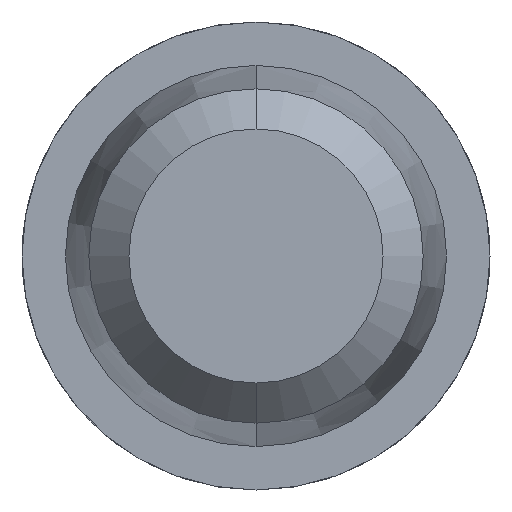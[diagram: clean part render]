
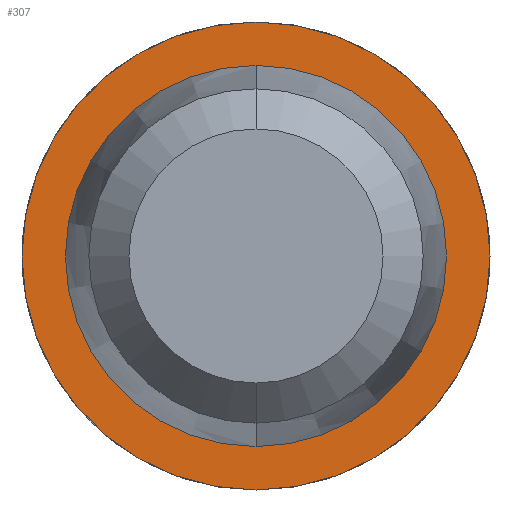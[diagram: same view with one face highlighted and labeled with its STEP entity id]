
A CAD part, front view. The second image highlights one B-rep face of the part: STEP entity #307.
In plain terms, the highlighted planar face has unit normal (0, -1, 0).
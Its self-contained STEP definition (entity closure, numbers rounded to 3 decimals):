
#12 = ORIENTED_EDGE ( 'NONE', *, *, #643, .F. ) ;
#46 = ORIENTED_EDGE ( 'NONE', *, *, #1139, .F. ) ;
#73 = DIRECTION ( 'NONE',  ( 0., -1., 0. ) ) ;
#182 = CARTESIAN_POINT ( 'NONE',  ( 0., 26., 0. ) ) ;
#307 = ADVANCED_FACE ( 'Defeature ausgef�hrt2_7', ( #2706, #1257 ), #662, .T. ) ;
#360 = CIRCLE ( 'NONE', #1571, 0.7 ) ;
#533 = CARTESIAN_POINT ( 'NONE',  ( 0., 26., -0.57 ) ) ;
#581 = AXIS2_PLACEMENT_3D ( 'NONE', #3442, #4521, #3041 ) ;
#643 = EDGE_CURVE ( 'Defeature ausgef�hrt2_6+Defeature ausgef�hrt2_7+Defeature ausgef�hrt2_7+Defeature ausgef�hrt2_7', #1657, #3740, #4447, .T. ) ;
#650 = CIRCLE ( 'NONE', #1783, 0.7 ) ;
#662 = PLANE ( 'NONE',  #581 ) ;
#724 = DIRECTION ( 'NONE',  ( 0., 0., -1. ) ) ;
#818 = CARTESIAN_POINT ( 'NONE',  ( 0., 26., 0. ) ) ;
#894 = CARTESIAN_POINT ( 'NONE',  ( 0., 26., 0. ) ) ;
#939 = ORIENTED_EDGE ( 'NONE', *, *, #2733, .T. ) ;
#1139 = EDGE_CURVE ( 'Defeature ausgef�hrt2_6+Defeature ausgef�hrt2_7+Defeature ausgef�hrt2_7+Defeature ausgef�hrt2_7', #3740, #1657, #3527, .T. ) ;
#1195 = VERTEX_POINT ( 'NONE', #3255 ) ;
#1203 = ORIENTED_EDGE ( 'NONE', *, *, #4574, .T. ) ;
#1257 = FACE_BOUND ( 'NONE', #3329, .T. ) ;
#1502 = CARTESIAN_POINT ( 'NONE',  ( 0., 26., 0.7 ) ) ;
#1571 = AXIS2_PLACEMENT_3D ( 'NONE', #2928, #3565, #2876 ) ;
#1618 = DIRECTION ( 'NONE',  ( 0., -1., 0. ) ) ;
#1657 = VERTEX_POINT ( 'NONE', #3317 ) ;
#1783 = AXIS2_PLACEMENT_3D ( 'NONE', #182, #1618, #3083 ) ;
#2340 = DIRECTION ( 'NONE',  ( 0., 0., -1. ) ) ;
#2706 = FACE_OUTER_BOUND ( 'NONE', #3622, .T. ) ;
#2733 = EDGE_CURVE ( 'Defeature ausgef�hrt2_7+Defeature ausgef�hrt2_8+Defeature ausgef�hrt2_8+Defeature ausgef�hrt2_8', #3617, #1195, #360, .T. ) ;
#2876 = DIRECTION ( 'NONE',  ( 0., 0., -1. ) ) ;
#2928 = CARTESIAN_POINT ( 'NONE',  ( 0., 26., 0. ) ) ;
#3041 = DIRECTION ( 'NONE',  ( 0., 0., -1. ) ) ;
#3083 = DIRECTION ( 'NONE',  ( 0., 0., -1. ) ) ;
#3255 = CARTESIAN_POINT ( 'NONE',  ( 0., 26., -0.7 ) ) ;
#3317 = CARTESIAN_POINT ( 'NONE',  ( 0., 26., 0.57 ) ) ;
#3329 = EDGE_LOOP ( 'NONE', ( #12, #46 ) ) ;
#3442 = CARTESIAN_POINT ( 'NONE',  ( 0.57, 26., 0. ) ) ;
#3527 = CIRCLE ( 'NONE', #3837, 0.57 ) ;
#3565 = DIRECTION ( 'NONE',  ( 0., -1., 0. ) ) ;
#3617 = VERTEX_POINT ( 'NONE', #1502 ) ;
#3622 = EDGE_LOOP ( 'NONE', ( #1203, #939 ) ) ;
#3740 = VERTEX_POINT ( 'NONE', #533 ) ;
#3837 = AXIS2_PLACEMENT_3D ( 'NONE', #818, #4329, #724 ) ;
#4142 = AXIS2_PLACEMENT_3D ( 'NONE', #894, #73, #2340 ) ;
#4329 = DIRECTION ( 'NONE',  ( 0., -1., 0. ) ) ;
#4447 = CIRCLE ( 'NONE', #4142, 0.57 ) ;
#4521 = DIRECTION ( 'NONE',  ( 0., -1., 0. ) ) ;
#4574 = EDGE_CURVE ( 'Defeature ausgef�hrt2_7+Defeature ausgef�hrt2_8+Defeature ausgef�hrt2_8+Defeature ausgef�hrt2_8', #1195, #3617, #650, .T. ) ;
